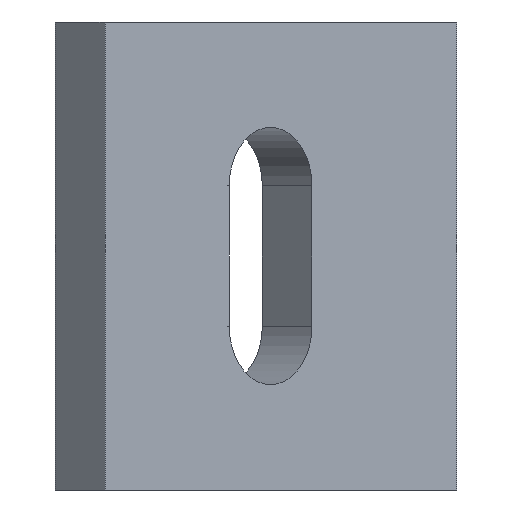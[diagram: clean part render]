
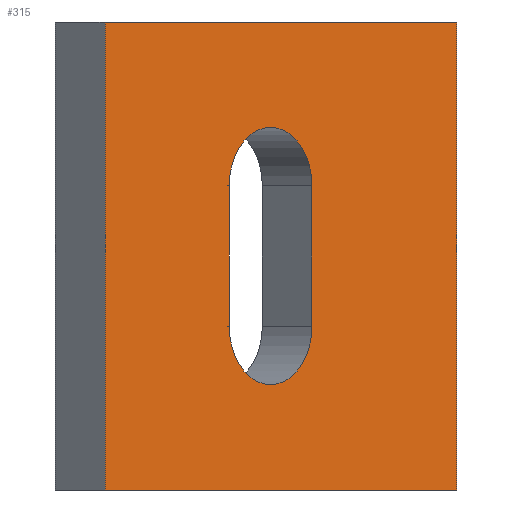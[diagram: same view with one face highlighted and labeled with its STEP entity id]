
A CAD part, left-side view. The second image highlights one B-rep face of the part: STEP entity #315.
In plain terms, the highlighted planar face has unit normal (-0.707, -0.707, 0).
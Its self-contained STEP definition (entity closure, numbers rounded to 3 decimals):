
#3 = FACE_BOUND ( 'NONE', #48, .T. ) ;
#8 = VERTEX_POINT ( 'NONE', #325 ) ;
#11 = CARTESIAN_POINT ( 'NONE',  ( -21.161, 3.182, 20. ) ) ;
#12 = EDGE_CURVE ( 'NONE', #414, #261, #581, .T. ) ;
#26 = DIRECTION ( 'NONE',  ( 0.707, -0.707, 0. ) ) ;
#45 = CARTESIAN_POINT ( 'NONE',  ( -22.929, 4.95, 13. ) ) ;
#48 = EDGE_LOOP ( 'NONE', ( #304, #228, #149, #452 ) ) ;
#56 = DIRECTION ( 'NONE',  ( 0., 0., -1. ) ) ;
#87 = EDGE_CURVE ( 'NONE', #637, #414, #182, .T. ) ;
#91 = DIRECTION ( 'NONE',  ( -0.707, 0.707, 0. ) ) ;
#99 = VERTEX_POINT ( 'NONE', #291 ) ;
#101 = CARTESIAN_POINT ( 'NONE',  ( -21.161, 3.182, 7. ) ) ;
#106 = AXIS2_PLACEMENT_3D ( 'NONE', #305, #504, #605 ) ;
#109 = EDGE_LOOP ( 'NONE', ( #216, #405, #505, #168 ) ) ;
#132 = EDGE_CURVE ( 'NONE', #622, #443, #353, .T. ) ;
#147 = DIRECTION ( 'NONE',  ( 0., 0., -1. ) ) ;
#149 = ORIENTED_EDGE ( 'NONE', *, *, #295, .T. ) ;
#152 = VERTEX_POINT ( 'NONE', #101 ) ;
#168 = ORIENTED_EDGE ( 'NONE', *, *, #642, .T. ) ;
#179 = LINE ( 'NONE', #471, #218 ) ;
#180 = CARTESIAN_POINT ( 'NONE',  ( -14.979, -3., 20. ) ) ;
#182 = LINE ( 'NONE', #493, #241 ) ;
#192 = EDGE_CURVE ( 'NONE', #152, #8, #445, .T. ) ;
#197 = DIRECTION ( 'NONE',  ( 0., 0., 1. ) ) ;
#212 = CARTESIAN_POINT ( 'NONE',  ( -21.161, 3.182, 13. ) ) ;
#216 = ORIENTED_EDGE ( 'NONE', *, *, #380, .T. ) ;
#218 = VECTOR ( 'NONE', #26, 1000. ) ;
#228 = ORIENTED_EDGE ( 'NONE', *, *, #192, .T. ) ;
#241 = VECTOR ( 'NONE', #345, 1000. ) ;
#243 = FACE_OUTER_BOUND ( 'NONE', #109, .T. ) ;
#246 = CARTESIAN_POINT ( 'NONE',  ( -24.697, 6.718, 20. ) ) ;
#260 = EDGE_CURVE ( 'NONE', #443, #152, #410, .T. ) ;
#261 = VERTEX_POINT ( 'NONE', #458 ) ;
#291 = CARTESIAN_POINT ( 'NONE',  ( -30., 12.021, 0. ) ) ;
#295 = EDGE_CURVE ( 'NONE', #8, #622, #449, .T. ) ;
#301 = VECTOR ( 'NONE', #197, 1000. ) ;
#304 = ORIENTED_EDGE ( 'NONE', *, *, #260, .T. ) ;
#305 = CARTESIAN_POINT ( 'NONE',  ( -15.858, -2.121, 20. ) ) ;
#312 = VECTOR ( 'NONE', #147, 1000. ) ;
#315 = ADVANCED_FACE ( 'NONE', ( #3, #243 ), #602, .F. ) ;
#325 = CARTESIAN_POINT ( 'NONE',  ( -24.697, 6.718, 7. ) ) ;
#329 = AXIS2_PLACEMENT_3D ( 'NONE', #45, #348, #91 ) ;
#345 = DIRECTION ( 'NONE',  ( 0.707, -0.707, 0. ) ) ;
#348 = DIRECTION ( 'NONE',  ( 0.707, 0.707, 0. ) ) ;
#353 = CIRCLE ( 'NONE', #329, 2.5 ) ;
#371 = DIRECTION ( 'NONE',  ( 0., 0., -1. ) ) ;
#380 = EDGE_CURVE ( 'NONE', #99, #261, #179, .T. ) ;
#395 = DIRECTION ( 'NONE',  ( -0.707, 0.707, 0. ) ) ;
#405 = ORIENTED_EDGE ( 'NONE', *, *, #12, .F. ) ;
#410 = LINE ( 'NONE', #11, #509 ) ;
#414 = VERTEX_POINT ( 'NONE', #574 ) ;
#415 = VECTOR ( 'NONE', #371, 1000. ) ;
#443 = VERTEX_POINT ( 'NONE', #212 ) ;
#444 = DIRECTION ( 'NONE',  ( 0.707, 0.707, 0. ) ) ;
#445 = CIRCLE ( 'NONE', #571, 2.5 ) ;
#449 = LINE ( 'NONE', #246, #301 ) ;
#452 = ORIENTED_EDGE ( 'NONE', *, *, #132, .T. ) ;
#458 = CARTESIAN_POINT ( 'NONE',  ( -14.979, -3., 0. ) ) ;
#471 = CARTESIAN_POINT ( 'NONE',  ( -15.858, -2.121, 0. ) ) ;
#478 = CARTESIAN_POINT ( 'NONE',  ( -30., 12.021, 20. ) ) ;
#489 = LINE ( 'NONE', #594, #312 ) ;
#493 = CARTESIAN_POINT ( 'NONE',  ( -15.858, -2.121, 20. ) ) ;
#504 = DIRECTION ( 'NONE',  ( 0.707, 0.707, 0. ) ) ;
#505 = ORIENTED_EDGE ( 'NONE', *, *, #87, .F. ) ;
#509 = VECTOR ( 'NONE', #56, 1000. ) ;
#530 = CARTESIAN_POINT ( 'NONE',  ( -24.697, 6.718, 13. ) ) ;
#571 = AXIS2_PLACEMENT_3D ( 'NONE', #587, #444, #395 ) ;
#574 = CARTESIAN_POINT ( 'NONE',  ( -14.979, -3., 20. ) ) ;
#581 = LINE ( 'NONE', #180, #415 ) ;
#587 = CARTESIAN_POINT ( 'NONE',  ( -22.929, 4.95, 7. ) ) ;
#594 = CARTESIAN_POINT ( 'NONE',  ( -30., 12.021, 20. ) ) ;
#602 = PLANE ( 'NONE',  #106 ) ;
#605 = DIRECTION ( 'NONE',  ( -0.707, 0.707, 0. ) ) ;
#622 = VERTEX_POINT ( 'NONE', #530 ) ;
#637 = VERTEX_POINT ( 'NONE', #478 ) ;
#642 = EDGE_CURVE ( 'NONE', #637, #99, #489, .T. ) ;
